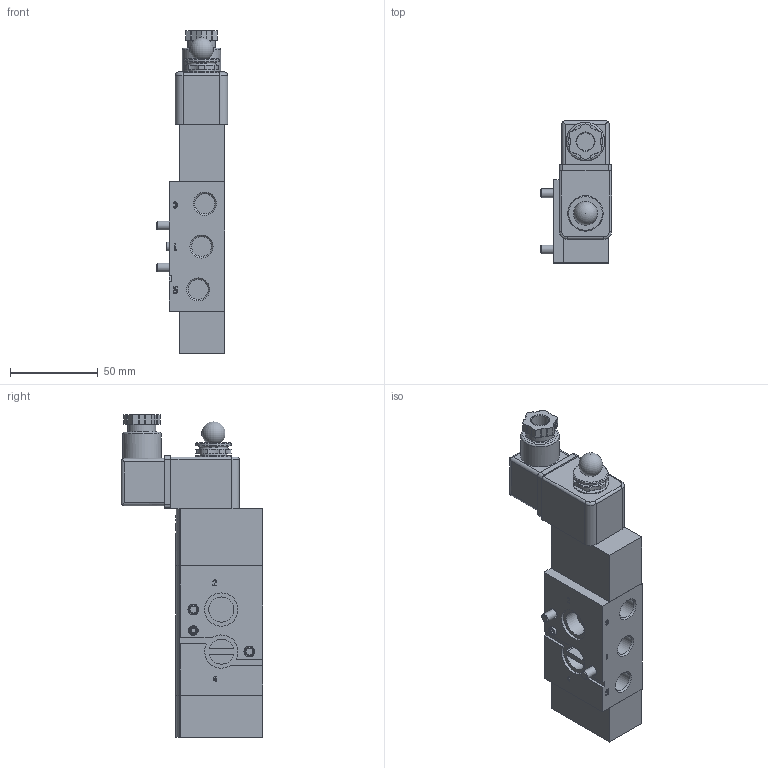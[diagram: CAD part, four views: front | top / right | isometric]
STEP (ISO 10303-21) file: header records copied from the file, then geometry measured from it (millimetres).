
FILE_DESCRIPTION(/* description */ ('STEP AP214'),/* implementation_level */ '2;1');
FILE_NAME(/* name */ '577281_VSNC-FC-M52-MD-G14-FN-1A1-EX4-A',/* time_stamp */ '2024-09-17T04:39:10+02:00',/* author */ ('License CC BY-ND 4.0'),/* organization */ ('CADENAS'),/* preprocessor_version */ 'ST-DEVELOPER v19.3',/* originating_system */ 'PARTsolutions',/* authorisation */ ' ');
FILE_SCHEMA (('AUTOMOTIVE_DESIGN {1 0 10303 214 3 1 1}'));
Length unit declared in the file: millimetre
Products named in the file (7): 577281 VSNC-FC-M52-MD-G14-FN-1A1-EX4-A; 8026033 VSNC-FC-M52-MD-G14-FN-1A1-EX4-A---(geh); DIN-913 - M5x10; DIN-912 - M5x33.5(F); 706921 VACN-N-A1-1-EX4-A_p; 706918 M8X0,75; 747856 MD-3/2-24DC-PI-IA-EX
Assembly tree (7 placements, depth 2):
  577281 VSNC-FC-M52-MD-G14-FN-1A1-EX4-A
    8026033 VSNC-FC-M52-MD-G14-FN-1A1-EX4-A---(geh)
    DIN-913 - M5x10
    DIN-912 - M5x33.5(F)  x2
    706921 VACN-N-A1-1-EX4-A_p
    706918 M8X0,75
    747856 MD-3/2-24DC-PI-IA-EX
Bounding box: 40.85 x 81.1 x 184.35 mm (x, y, z)
Volume: 238611.4 mm3; surface area: 49243.8 mm2
Topology: 7 solids, 7 shells, 613 faces, 1475 edges, 951 vertices
Faces by surface type: plane 358, cylinder 166, cone 74, torus 15
Full cylindrical faces by diameter (mm): 1 x10, 1.65 x3, 2.1 x8, 2.459 x1, 3 x1, 4.134 x1, 5 x3, 5.5 x2, 6 x1, 6.5 x1, 6.9 x1, 7.188 x1, 8 x2, 8.5 x2, 9 x1, 9.2 x1, 10 x3, 10.4 x1, 11.445 x3, 13.4 x1, 14.4 x1, 16 x2, 19 x1, 20.2 x2, 22 x1, 22.5 x1
Entity records: 19812 total; most frequent: CARTESIAN_POINT 3367, DIRECTION 2792, ORIENTED_EDGE 2596, EDGE_CURVE 1298, AXIS2_PLACEMENT_3D 1033, VERTEX_POINT 897, FACE_BOUND 789, EDGE_LOOP 785
